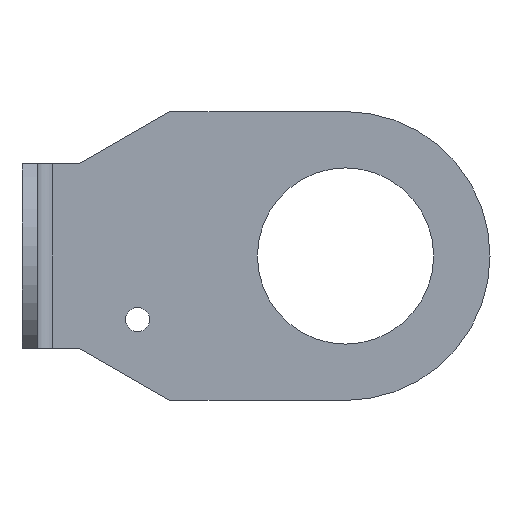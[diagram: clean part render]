
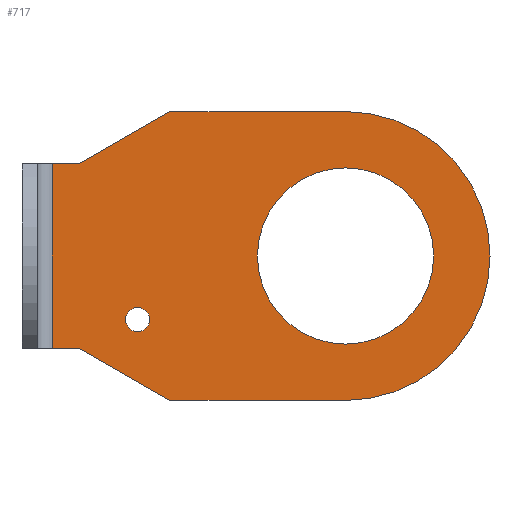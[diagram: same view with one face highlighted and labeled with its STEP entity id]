
A CAD part, front view. The second image highlights one B-rep face of the part: STEP entity #717.
In plain terms, the highlighted planar face has unit normal (0, -1, 0).
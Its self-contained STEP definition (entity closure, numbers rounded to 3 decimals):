
#157=DIRECTION('',(0.,0.,-1.));
#158=VECTOR('',#157,32.);
#159=CARTESIAN_POINT('',(5.2,-2.6,16.));
#160=LINE('',#159,#158);
#213=DIRECTION('',(1.,0.,0.));
#214=VECTOR('',#213,4.8);
#215=CARTESIAN_POINT('',(5.2,-2.6,16.));
#216=LINE('',#215,#214);
#217=DIRECTION('',(0.866,0.,0.5));
#218=VECTOR('',#217,18.);
#219=CARTESIAN_POINT('',(10.,-2.6,16.));
#220=LINE('',#219,#218);
#221=DIRECTION('',(1.,0.,0.));
#222=VECTOR('',#221,30.412);
#223=CARTESIAN_POINT('',(25.588,-2.6,25.));
#224=LINE('',#223,#222);
#225=CARTESIAN_POINT('',(56.,-2.6,0.));
#226=DIRECTION('',(0.,1.,0.));
#227=DIRECTION('',(0.,0.,1.));
#228=AXIS2_PLACEMENT_3D('',#225,#226,#227);
#230=DIRECTION('',(-1.,0.,0.));
#231=VECTOR('',#230,30.412);
#232=CARTESIAN_POINT('',(56.,-2.6,-25.));
#233=LINE('',#232,#231);
#234=DIRECTION('',(-0.866,0.,0.5));
#235=VECTOR('',#234,18.);
#236=CARTESIAN_POINT('',(25.588,-2.6,-25.));
#237=LINE('',#236,#235);
#238=DIRECTION('',(-1.,0.,0.));
#239=VECTOR('',#238,4.8);
#240=CARTESIAN_POINT('',(10.,-2.6,-16.));
#241=LINE('',#240,#239);
#242=CARTESIAN_POINT('',(56.,-2.6,0.));
#243=DIRECTION('',(0.,1.,0.));
#244=DIRECTION('',(-1.,0.,0.));
#245=AXIS2_PLACEMENT_3D('',#242,#243,#244);
#247=CARTESIAN_POINT('',(56.,-2.6,0.));
#248=DIRECTION('',(0.,1.,0.));
#249=DIRECTION('',(1.,0.,0.));
#250=AXIS2_PLACEMENT_3D('',#247,#248,#249);
#252=CARTESIAN_POINT('',(20.,-2.6,-11.));
#253=DIRECTION('',(0.,1.,0.));
#254=DIRECTION('',(1.,0.,0.));
#255=AXIS2_PLACEMENT_3D('',#252,#253,#254);
#257=CARTESIAN_POINT('',(20.,-2.6,-11.));
#258=DIRECTION('',(0.,1.,0.));
#259=DIRECTION('',(-1.,0.,0.));
#260=AXIS2_PLACEMENT_3D('',#257,#258,#259);
#282=CARTESIAN_POINT('',(40.75,-2.6,0.));
#283=CARTESIAN_POINT('',(71.25,-2.6,0.));
#284=VERTEX_POINT('',#282);
#285=VERTEX_POINT('',#283);
#290=CARTESIAN_POINT('',(22.1,-2.6,-11.));
#291=CARTESIAN_POINT('',(17.9,-2.6,-11.));
#292=VERTEX_POINT('',#290);
#293=VERTEX_POINT('',#291);
#306=CARTESIAN_POINT('',(10.,-2.6,16.));
#307=CARTESIAN_POINT('',(25.588,-2.6,25.));
#308=VERTEX_POINT('',#306);
#309=VERTEX_POINT('',#307);
#310=CARTESIAN_POINT('',(56.,-2.6,25.));
#311=VERTEX_POINT('',#310);
#312=CARTESIAN_POINT('',(56.,-2.6,-25.));
#313=VERTEX_POINT('',#312);
#314=CARTESIAN_POINT('',(25.588,-2.6,-25.));
#315=VERTEX_POINT('',#314);
#316=CARTESIAN_POINT('',(10.,-2.6,-16.));
#317=VERTEX_POINT('',#316);
#338=CARTESIAN_POINT('',(5.2,-2.6,-16.));
#339=VERTEX_POINT('',#338);
#340=CARTESIAN_POINT('',(5.2,-2.6,16.));
#341=VERTEX_POINT('',#340);
#690=CARTESIAN_POINT('',(0.,-2.6,0.));
#691=DIRECTION('',(0.,1.,0.));
#692=DIRECTION('',(1.,0.,0.));
#693=AXIS2_PLACEMENT_3D('',#690,#691,#692);
#694=PLANE('',#693);
#695=ORIENTED_EDGE('',*,*,#610,.F.);
#696=ORIENTED_EDGE('',*,*,#499,.T.);
#697=ORIENTED_EDGE('',*,*,#513,.T.);
#698=ORIENTED_EDGE('',*,*,#527,.T.);
#699=ORIENTED_EDGE('',*,*,#541,.T.);
#700=ORIENTED_EDGE('',*,*,#555,.T.);
#701=ORIENTED_EDGE('',*,*,#569,.T.);
#702=ORIENTED_EDGE('',*,*,#583,.T.);
#703=EDGE_LOOP('',(#695,#696,#697,#698,#699,#700,#701,#702));
#704=FACE_OUTER_BOUND('',#703,.F.);
#706=ORIENTED_EDGE('',*,*,#705,.F.);
#708=ORIENTED_EDGE('',*,*,#707,.F.);
#709=EDGE_LOOP('',(#706,#708));
#710=FACE_BOUND('',#709,.F.);
#712=ORIENTED_EDGE('',*,*,#711,.F.);
#714=ORIENTED_EDGE('',*,*,#713,.F.);
#715=EDGE_LOOP('',(#712,#714));
#716=FACE_BOUND('',#715,.F.);
#717=ADVANCED_FACE('',(#704,#710,#716),#694,.F.);
#229=CIRCLE('',#228,25.);
#246=CIRCLE('',#245,15.25);
#251=CIRCLE('',#250,15.25);
#256=CIRCLE('',#255,2.1);
#261=CIRCLE('',#260,2.1);
#499=EDGE_CURVE('',#341,#308,#216,.T.);
#513=EDGE_CURVE('',#308,#309,#220,.T.);
#527=EDGE_CURVE('',#309,#311,#224,.T.);
#541=EDGE_CURVE('',#311,#313,#229,.T.);
#555=EDGE_CURVE('',#313,#315,#233,.T.);
#569=EDGE_CURVE('',#315,#317,#237,.T.);
#583=EDGE_CURVE('',#317,#339,#241,.T.);
#610=EDGE_CURVE('',#341,#339,#160,.T.);
#705=EDGE_CURVE('',#284,#285,#246,.T.);
#707=EDGE_CURVE('',#285,#284,#251,.T.);
#711=EDGE_CURVE('',#292,#293,#256,.T.);
#713=EDGE_CURVE('',#293,#292,#261,.T.);
